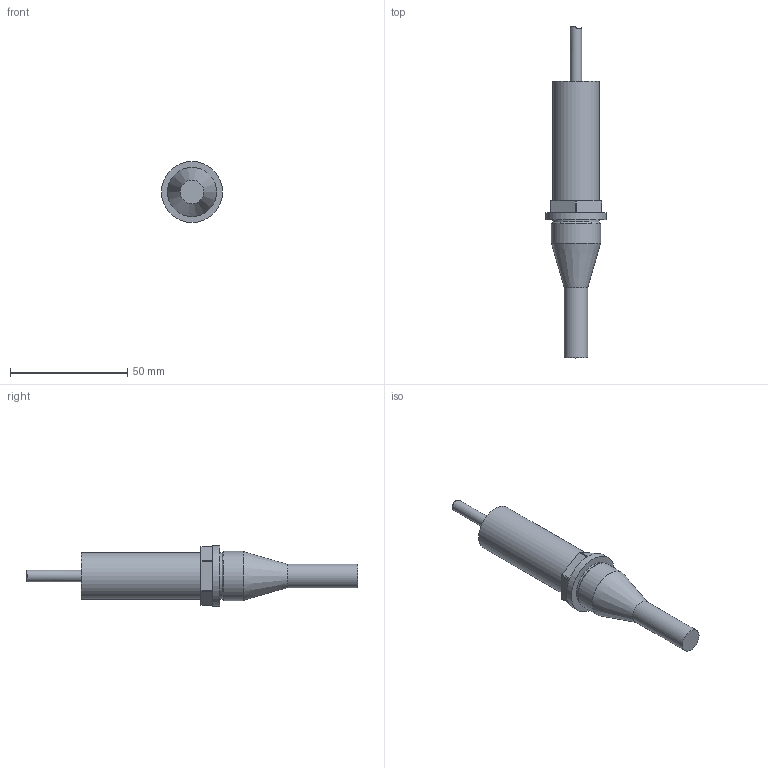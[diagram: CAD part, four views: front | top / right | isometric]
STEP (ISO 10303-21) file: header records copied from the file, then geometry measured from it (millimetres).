
FILE_DESCRIPTION(/* description */ (''),/* implementation_level */ '2;1');
FILE_NAME(/* name */ 'KI0124_Shrinkwrap_1.stp',/* time_stamp */ '2021-10-20T10:36:55+02:00',/* author */ ('Krieger Anja'),/* organization */ (''),/* preprocessor_version */ 'ST-DEVELOPER v18.1',/* originating_system */ 'Autodesk Inventor 2021',/* authorisation */ '');
FILE_SCHEMA (('AUTOMOTIVE_DESIGN { 1 0 10303 214 3 1 1 }'));
Length unit declared in the file: millimetre
Products named in the file (1): KI0124_Shrinkwrap_1
Bounding box: 26 x 141.63 x 26 mm (x, y, z)
Volume: 16035.2 mm3; surface area: 12102.2 mm2
Topology: 2 solids, 2 shells, 39 faces, 79 edges, 52 vertices
Faces by surface type: plane 23, cylinder 13, cone 3
Full cylindrical faces by diameter (mm): 4 x1, 4.9 x1, 6 x2, 10 x1, 13 x1, 17 x1, 19.96 x1, 20 x1, 20.96 x1, 26 x1
Entity records: 1188 total; most frequent: CARTESIAN_POINT 231, DIRECTION 179, ORIENTED_EDGE 158, EDGE_CURVE 79, AXIS2_PLACEMENT_3D 64, VERTEX_POINT 52, LINE 51, VECTOR 51
